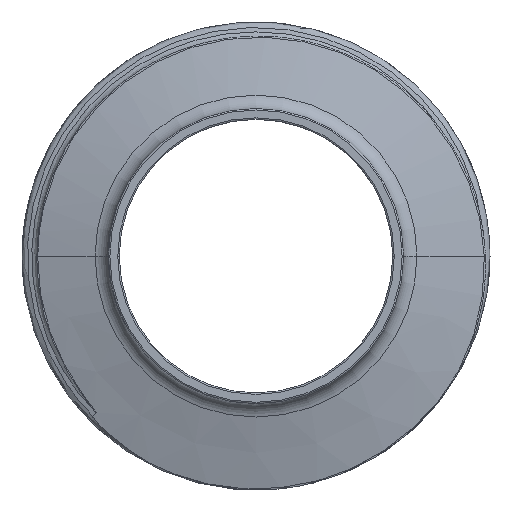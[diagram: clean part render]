
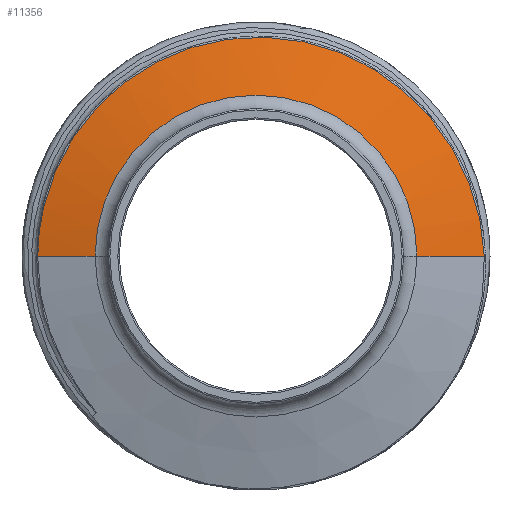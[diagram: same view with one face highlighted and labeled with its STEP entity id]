
A CAD part, left-side view. The second image highlights one B-rep face of the part: STEP entity #11356.
In plain terms, the highlighted conical face has half-angle 75 degrees and reference radius 32.5 mm.
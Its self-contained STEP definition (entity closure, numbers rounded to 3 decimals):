
#134 = CARTESIAN_POINT ( 'NONE',  ( -14.599, 18.139, 24.246 ) ) ;
#195 = VERTEX_POINT ( 'NONE', #1163 ) ;
#346 = DIRECTION ( 'NONE',  ( 1., 0., 0. ) ) ;
#434 = CARTESIAN_POINT ( 'NONE',  ( -14.573, 4.427, 30.043 ) ) ;
#490 = VECTOR ( 'NONE', #924, 1000. ) ;
#513 = CARTESIAN_POINT ( 'NONE',  ( -14.32, -29.801, 9.788 ) ) ;
#588 = CARTESIAN_POINT ( 'NONE',  ( -14.594, 14.766, 26.442 ) ) ;
#745 = CARTESIAN_POINT ( 'NONE',  ( -14.393, -26.605, 16.007 ) ) ;
#924 = DIRECTION ( 'NONE',  ( 0.259, 0.966, 0. ) ) ;
#1107 = AXIS2_PLACEMENT_3D ( 'NONE', #14689, #346, #21807 ) ;
#1163 = CARTESIAN_POINT ( 'NONE',  ( -16.719, 22.353, 0. ) ) ;
#1361 = CARTESIAN_POINT ( 'NONE',  ( -14.213, -31.704, 0. ) ) ;
#1475 = DIRECTION ( 'NONE',  ( 0., 1., 0. ) ) ;
#1714 = EDGE_CURVE ( 'NONE', #21454, #18556, #10559, .T. ) ;
#1967 = CARTESIAN_POINT ( 'NONE',  ( -14.604, 25.562, 16.195 ) ) ;
#2218 = CARTESIAN_POINT ( 'NONE',  ( -14.59, 12.082, 27.804 ) ) ;
#2375 = CARTESIAN_POINT ( 'NONE',  ( -14.569, 2.936, 30.239 ) ) ;
#2454 = CARTESIAN_POINT ( 'NONE',  ( -14.524, -9.921, 28.891 ) ) ;
#3010 = ORIENTED_EDGE ( 'NONE', *, *, #21374, .F. ) ;
#3145 = CARTESIAN_POINT ( 'NONE',  ( -14.602, 28.282, 10.794 ) ) ;
#3325 = DIRECTION ( 'NONE',  ( 1., 0., 0. ) ) ;
#3689 = FACE_OUTER_BOUND ( 'NONE', #17348, .T. ) ;
#3944 = CARTESIAN_POINT ( 'NONE',  ( -14.542, -5.529, 29.987 ) ) ;
#4024 = CARTESIAN_POINT ( 'NONE',  ( -14.596, 16.063, 25.666 ) ) ;
#4104 = CARTESIAN_POINT ( 'NONE',  ( -14.495, -15.872, 26.299 ) ) ;
#4525 = CARTESIAN_POINT ( 'NONE',  ( -14., 32.5, 0. ) ) ;
#4882 = CARTESIAN_POINT ( 'NONE',  ( -14.598, 29.227, 7.927 ) ) ;
#5060 = VECTOR ( 'NONE', #5286, 1000. ) ;
#5286 = DIRECTION ( 'NONE',  ( 0.259, -0.966, 0. ) ) ;
#5531 = CIRCLE ( 'NONE', #18519, 22.353 ) ;
#5749 = CARTESIAN_POINT ( 'NONE',  ( -14.518, -11.346, 28.388 ) ) ;
#5911 = CARTESIAN_POINT ( 'NONE',  ( -14.504, -14.12, 27.241 ) ) ;
#5984 = VERTEX_POINT ( 'NONE', #20042 ) ;
#5989 = CARTESIAN_POINT ( 'NONE',  ( -14.419, -24.893, 18.478 ) ) ;
#6002 = ORIENTED_EDGE ( 'NONE', *, *, #1714, .T. ) ;
#6065 = CARTESIAN_POINT ( 'NONE',  ( -14.353, -28.58, 12.513 ) ) ;
#6697 = CARTESIAN_POINT ( 'NONE',  ( -14.592, 30.043, 3.985 ) ) ;
#6774 = CARTESIAN_POINT ( 'NONE',  ( -14.604, 27.056, 13.562 ) ) ;
#7021 = CARTESIAN_POINT ( 'NONE',  ( -14.604, 22.592, 20.209 ) ) ;
#7722 = CARTESIAN_POINT ( 'NONE',  ( -14.562, 0.449, 30.416 ) ) ;
#7800 = CARTESIAN_POINT ( 'NONE',  ( -14.434, -23.612, 20.002 ) ) ;
#7880 = CARTESIAN_POINT ( 'NONE',  ( -14.516, -11.814, 28.205 ) ) ;
#8647 = CARTESIAN_POINT ( 'NONE',  ( -14.601, 28.629, 9.846 ) ) ;
#9349 = CARTESIAN_POINT ( 'NONE',  ( -14.384, -27.142, 15.148 ) ) ;
#9430 = CARTESIAN_POINT ( 'NONE',  ( -14.299, -30.442, 7.899 ) ) ;
#9509 = CARTESIAN_POINT ( 'NONE',  ( -14.58, 7.4, 29.488 ) ) ;
#9585 = CARTESIAN_POINT ( 'NONE',  ( -14.266, -31.132, 4.952 ) ) ;
#9663 = CARTESIAN_POINT ( 'NONE',  ( -14.531, -8.477, 29.336 ) ) ;
#9825 = LINE ( 'NONE', #12338, #5060 ) ;
#10392 = CARTESIAN_POINT ( 'NONE',  ( -16.719, 0., 0. ) ) ;
#10441 = CARTESIAN_POINT ( 'NONE',  ( -14.603, 27.495, 12.653 ) ) ;
#10559 = B_SPLINE_CURVE_WITH_KNOTS ( 'NONE', 3,
 ( #14853, #18490, #20348, #16782, #9585, #9430, #513, #6065, #20269, #9349, #745, #5989, #7800, #11227, #13066, #22060, #18562, #4104, #5911, #7880, #5749, #13224, #2454, #9663, #14698, #3944, #18416, #22133, #21814, #7722, #18259, #2375, #11152, #434, #16536, #9509, #21979, #2218, #12981, #14778, #588, #13148, #4024, #22231, #134, #12573, #14390, #7021, #21277, #1967, #20874, #6774, #10441, #3145, #8647, #4882, #20954, #15829, #6697, #22757, #15908, #14141 ),
 .UNSPECIFIED., .F., .F.,
 ( 4, 2, 2, 2, 2, 2, 2, 2, 2, 2, 2, 2, 2, 2, 2, 2, 2, 2, 2, 2, 2, 2, 2, 2, 2, 2, 2, 2, 2, 2, 4 ),
 ( 0.017, 0.02, 0.023, 0.029, 0.032, 0.035, 0.041, 0.044, 0.047, 0.053, 0.055, 0.056, 0.059, 0.062, 0.065, 0.068, 0.07, 0.071, 0.077, 0.08, 0.082, 0.083, 0.086, 0.089, 0.095, 0.098, 0.101, 0.104, 0.108, 0.111, 0.114 ),
 .UNSPECIFIED. ) ;
#11152 = CARTESIAN_POINT ( 'NONE',  ( -14.57, 3.433, 30.182 ) ) ;
#11227 = CARTESIAN_POINT ( 'NONE',  ( -14.454, -21.482, 22.102 ) ) ;
#11356 = ADVANCED_FACE ( 'NONE', ( #3689 ), #18525, .T. ) ;
#12338 = CARTESIAN_POINT ( 'NONE',  ( -14., -32.5, 0. ) ) ;
#12573 = CARTESIAN_POINT ( 'NONE',  ( -14.601, 19.71, 22.978 ) ) ;
#12981 = CARTESIAN_POINT ( 'NONE',  ( -14.591, 12.989, 27.385 ) ) ;
#13066 = CARTESIAN_POINT ( 'NONE',  ( -14.461, -20.736, 22.77 ) ) ;
#13148 = CARTESIAN_POINT ( 'NONE',  ( -14.596, 15.635, 25.932 ) ) ;
#13224 = CARTESIAN_POINT ( 'NONE',  ( -14.522, -10.4, 28.73 ) ) ;
#14141 = CARTESIAN_POINT ( 'NONE',  ( -14.584, 30.322, 0. ) ) ;
#14390 = CARTESIAN_POINT ( 'NONE',  ( -14.602, 20.458, 22.309 ) ) ;
#14689 = CARTESIAN_POINT ( 'NONE',  ( -14., 0., 0. ) ) ;
#14698 = CARTESIAN_POINT ( 'NONE',  ( -14.535, -7.502, 29.585 ) ) ;
#14758 = ORIENTED_EDGE ( 'NONE', *, *, #15303, .T. ) ;
#14778 = CARTESIAN_POINT ( 'NONE',  ( -14.594, 14.324, 26.687 ) ) ;
#14853 = CARTESIAN_POINT ( 'NONE',  ( -14.213, -31.704, 0. ) ) ;
#15303 = EDGE_CURVE ( 'NONE', #195, #5984, #5531, .T. ) ;
#15829 = CARTESIAN_POINT ( 'NONE',  ( -14.594, 29.887, 4.986 ) ) ;
#15908 = CARTESIAN_POINT ( 'NONE',  ( -14.586, 30.313, 0.996 ) ) ;
#16147 = ORIENTED_EDGE ( 'NONE', *, *, #18787, .T. ) ;
#16536 = CARTESIAN_POINT ( 'NONE',  ( -14.574, 4.925, 29.96 ) ) ;
#16545 = CARTESIAN_POINT ( 'NONE',  ( -14.584, 30.322, 0. ) ) ;
#16782 = CARTESIAN_POINT ( 'NONE',  ( -14.255, -31.313, 3.964 ) ) ;
#17348 = EDGE_LOOP ( 'NONE', ( #14758, #16147, #6002, #3010 ) ) ;
#18259 = CARTESIAN_POINT ( 'NONE',  ( -14.565, 1.444, 30.375 ) ) ;
#18416 = CARTESIAN_POINT ( 'NONE',  ( -14.546, -4.529, 30.141 ) ) ;
#18490 = CARTESIAN_POINT ( 'NONE',  ( -14.224, -31.665, 0.994 ) ) ;
#18519 = AXIS2_PLACEMENT_3D ( 'NONE', #10392, #3325, #1475 ) ;
#18525 = CONICAL_SURFACE ( 'NONE', #1107, 32.5, 1.309 ) ;
#18556 = VERTEX_POINT ( 'NONE', #16545 ) ;
#18562 = CARTESIAN_POINT ( 'NONE',  ( -14.479, -18.364, 24.64 ) ) ;
#18787 = EDGE_CURVE ( 'NONE', #5984, #21454, #9825, .T. ) ;
#18933 = LINE ( 'NONE', #4525, #490 ) ;
#20042 = CARTESIAN_POINT ( 'NONE',  ( -16.719, -22.353, 0. ) ) ;
#20269 = CARTESIAN_POINT ( 'NONE',  ( -14.364, -28.128, 13.403 ) ) ;
#20348 = CARTESIAN_POINT ( 'NONE',  ( -14.234, -31.58, 1.986 ) ) ;
#20874 = CARTESIAN_POINT ( 'NONE',  ( -14.604, 26.091, 15.331 ) ) ;
#20954 = CARTESIAN_POINT ( 'NONE',  ( -14.597, 29.479, 6.955 ) ) ;
#21277 = CARTESIAN_POINT ( 'NONE',  ( -14.604, 23.869, 18.681 ) ) ;
#21374 = EDGE_CURVE ( 'NONE', #195, #18556, #18933, .T. ) ;
#21454 = VERTEX_POINT ( 'NONE', #1361 ) ;
#21807 = DIRECTION ( 'NONE',  ( 0., 1., 0. ) ) ;
#21814 = CARTESIAN_POINT ( 'NONE',  ( -14.556, -1.541, 30.403 ) ) ;
#21979 = CARTESIAN_POINT ( 'NONE',  ( -14.584, 9.312, 28.923 ) ) ;
#22060 = CARTESIAN_POINT ( 'NONE',  ( -14.473, -19.173, 24.043 ) ) ;
#22133 = CARTESIAN_POINT ( 'NONE',  ( -14.553, -2.537, 30.348 ) ) ;
#22231 = CARTESIAN_POINT ( 'NONE',  ( -14.598, 17.326, 24.839 ) ) ;
#22757 = CARTESIAN_POINT ( 'NONE',  ( -14.588, 30.256, 1.992 ) ) ;
